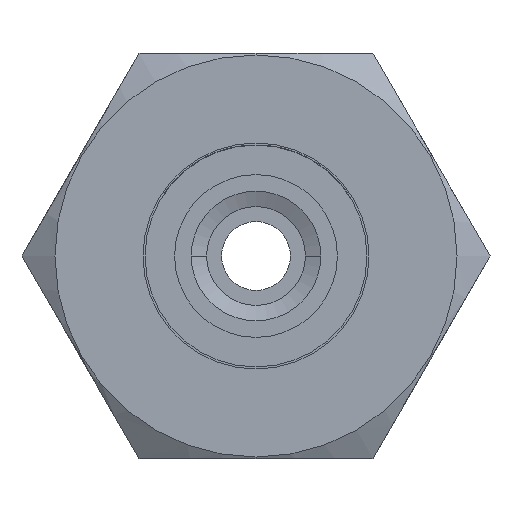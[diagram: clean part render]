
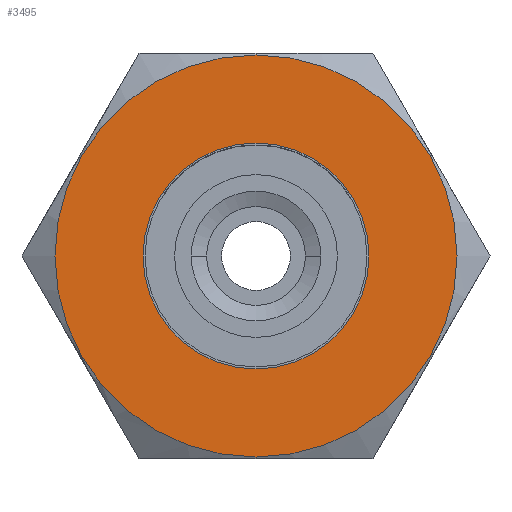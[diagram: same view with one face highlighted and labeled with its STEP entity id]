
A CAD part, left-side view. The second image highlights one B-rep face of the part: STEP entity #3495.
In plain terms, the highlighted planar face has unit normal (-1, 0, 0).
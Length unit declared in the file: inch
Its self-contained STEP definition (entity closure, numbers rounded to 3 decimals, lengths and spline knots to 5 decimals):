
#14 = CARTESIAN_POINT ( 'NONE',  ( -1.13, 0., 0. ) ) ;
#886 = CARTESIAN_POINT ( 'NONE',  ( -1.13, 0., 0. ) ) ;
#1109 = CARTESIAN_POINT ( 'NONE',  ( -1.13, 0., 0. ) ) ;
#1702 = CIRCLE ( 'NONE', #6610, 0.62 ) ;
#2391 = AXIS2_PLACEMENT_3D ( 'NONE', #886, #18522, #2648 ) ;
#2648 = DIRECTION ( 'NONE',  ( 0., 0., -1. ) ) ;
#3308 = DIRECTION ( 'NONE',  ( 0., 0., 1. ) ) ;
#3495 = ADVANCED_FACE ( 'NONE', ( #22137, #17769 ), #17426, .T. ) ;
#5616 = ORIENTED_EDGE ( 'NONE', *, *, #10955, .F. ) ;
#6610 = AXIS2_PLACEMENT_3D ( 'NONE', #14, #15778, #20852 ) ;
#6861 = DIRECTION ( 'NONE',  ( -1., 0., 0. ) ) ;
#6901 = DIRECTION ( 'NONE',  ( 1., 0., 0. ) ) ;
#7574 = CARTESIAN_POINT ( 'NONE',  ( -1.13, 0., 0.62 ) ) ;
#8174 = DIRECTION ( 'NONE',  ( 0., 0., -1. ) ) ;
#9049 = VERTEX_POINT ( 'NONE', #16999 ) ;
#9358 = CARTESIAN_POINT ( 'NONE',  ( -1.13, 0., 0.3485 ) ) ;
#9465 = EDGE_LOOP ( 'NONE', ( #5616, #18984 ) ) ;
#9787 = VERTEX_POINT ( 'NONE', #9358 ) ;
#9854 = EDGE_LOOP ( 'NONE', ( #21736, #20449 ) ) ;
#10229 = VERTEX_POINT ( 'NONE', #7574 ) ;
#10333 = VERTEX_POINT ( 'NONE', #11319 ) ;
#10452 = DIRECTION ( 'NONE',  ( 0., 0., -1. ) ) ;
#10955 = EDGE_CURVE ( 'NONE', #10333, #10229, #11867, .T. ) ;
#11319 = CARTESIAN_POINT ( 'NONE',  ( -1.13, 0., -0.62 ) ) ;
#11867 = CIRCLE ( 'NONE', #12108, 0.62 ) ;
#12027 = CARTESIAN_POINT ( 'NONE',  ( -1.13, 0.3485, 0. ) ) ;
#12108 = AXIS2_PLACEMENT_3D ( 'NONE', #1109, #15044, #8174 ) ;
#12553 = EDGE_CURVE ( 'NONE', #10229, #10333, #1702, .T. ) ;
#12908 = CIRCLE ( 'NONE', #2391, 0.3485 ) ;
#13460 = CIRCLE ( 'NONE', #21543, 0.3485 ) ;
#15044 = DIRECTION ( 'NONE',  ( 1., 0., 0. ) ) ;
#15315 = AXIS2_PLACEMENT_3D ( 'NONE', #12027, #6861, #3308 ) ;
#15319 = EDGE_CURVE ( 'NONE', #9787, #9049, #12908, .T. ) ;
#15778 = DIRECTION ( 'NONE',  ( 1., 0., 0. ) ) ;
#15808 = EDGE_CURVE ( 'NONE', #9049, #9787, #13460, .T. ) ;
#16999 = CARTESIAN_POINT ( 'NONE',  ( -1.13, 0., -0.3485 ) ) ;
#17426 = PLANE ( 'NONE',  #15315 ) ;
#17544 = CARTESIAN_POINT ( 'NONE',  ( -1.13, 0., 0. ) ) ;
#17769 = FACE_OUTER_BOUND ( 'NONE', #9465, .T. ) ;
#18522 = DIRECTION ( 'NONE',  ( 1., 0., 0. ) ) ;
#18984 = ORIENTED_EDGE ( 'NONE', *, *, #12553, .F. ) ;
#20449 = ORIENTED_EDGE ( 'NONE', *, *, #15319, .T. ) ;
#20852 = DIRECTION ( 'NONE',  ( 0., 0., -1. ) ) ;
#21543 = AXIS2_PLACEMENT_3D ( 'NONE', #17544, #6901, #10452 ) ;
#21736 = ORIENTED_EDGE ( 'NONE', *, *, #15808, .T. ) ;
#22137 = FACE_BOUND ( 'NONE', #9854, .T. ) ;
